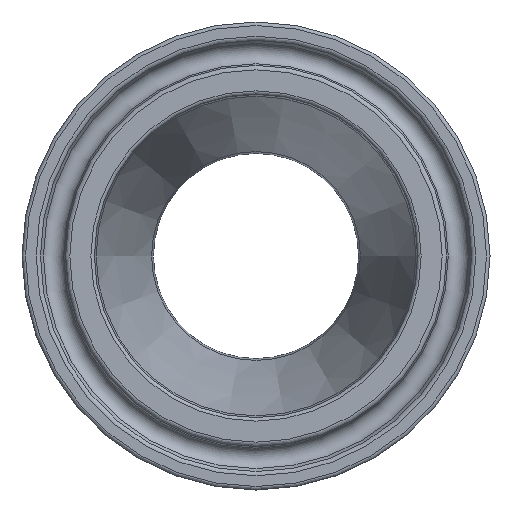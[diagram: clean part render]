
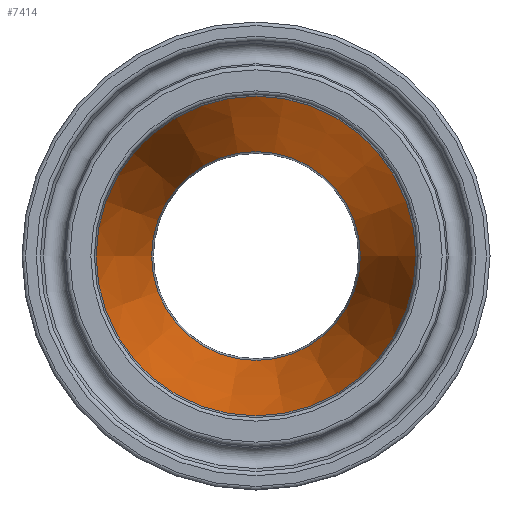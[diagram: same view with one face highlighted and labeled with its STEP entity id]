
A CAD part, left-side view. The second image highlights one B-rep face of the part: STEP entity #7414.
In plain terms, the highlighted conical face has half-angle 14.036 degrees and reference radius 14.224 mm.
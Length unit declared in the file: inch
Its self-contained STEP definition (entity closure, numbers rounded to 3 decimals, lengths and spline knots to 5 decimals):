
#13=CONICAL_SURFACE('',#7852,0.56,14.036);
#117=FACE_BOUND('',#1346,.T.);
#887=FACE_OUTER_BOUND('',#1345,.T.);
#1345=EDGE_LOOP('',(#6870));
#1346=EDGE_LOOP('',(#6871));
#1927=CIRCLE('',#7851,0.67754);
#1928=CIRCLE('',#7853,0.44246);
#3639=VERTEX_POINT('',#16324);
#3640=VERTEX_POINT('',#16327);
#4724=EDGE_CURVE('',#3639,#3639,#1927,.T.);
#4725=EDGE_CURVE('',#3640,#3640,#1928,.T.);
#6870=ORIENTED_EDGE('',*,*,#4725,.F.);
#6871=ORIENTED_EDGE('',*,*,#4724,.F.);
#7414=ADVANCED_FACE('',(#887,#117),#13,.F.);
#7851=AXIS2_PLACEMENT_3D('',#16325,#9208,#9209);
#7852=AXIS2_PLACEMENT_3D('',#16326,#9210,#9211);
#7853=AXIS2_PLACEMENT_3D('',#16328,#9212,#9213);
#9208=DIRECTION('center_axis',(1.,0.,0.));
#9209=DIRECTION('ref_axis',(0.,-1.,0.));
#9210=DIRECTION('center_axis',(-1.,0.,0.));
#9211=DIRECTION('ref_axis',(0.,1.,0.));
#9212=DIRECTION('center_axis',(-1.,0.,0.));
#9213=DIRECTION('ref_axis',(0.,-1.,0.));
#16324=CARTESIAN_POINT('',(0.90486,0.67754,0.));
#16325=CARTESIAN_POINT('Origin',(0.90486,0.,
0.));
#16326=CARTESIAN_POINT('Origin',(1.375,0.,0.));
#16327=CARTESIAN_POINT('',(1.84514,0.44246,0.));
#16328=CARTESIAN_POINT('Origin',(1.84514,0.,
0.));
